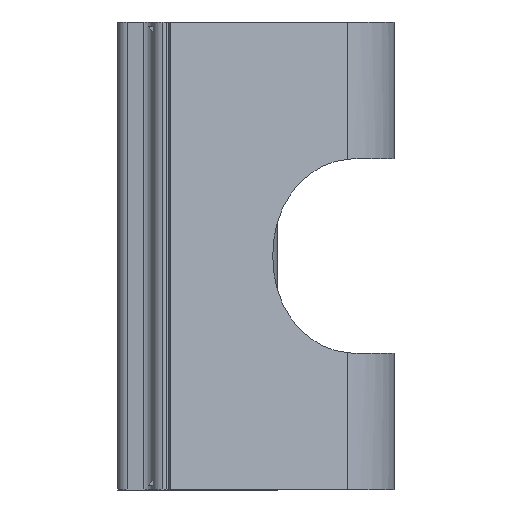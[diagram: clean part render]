
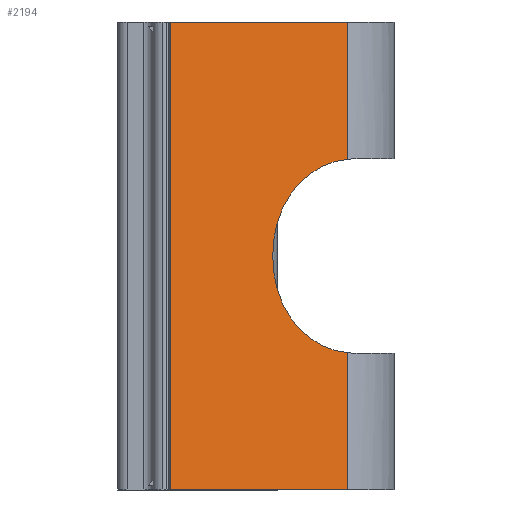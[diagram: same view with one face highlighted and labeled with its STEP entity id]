
A CAD part, left-side view. The second image highlights one B-rep face of the part: STEP entity #2194.
In plain terms, the highlighted planar face has unit normal (-0.866, -0.5, 0).
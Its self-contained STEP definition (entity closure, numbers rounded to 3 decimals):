
#514=CARTESIAN_POINT('',(-6.937,-1.736,12.));
#515=VERTEX_POINT('',#514);
#522=CARTESIAN_POINT('',(-2.57,-9.3,12.));
#523=VERTEX_POINT('',#522);
#524=CARTESIAN_POINT('',(-2.57,-9.3,12.));
#525=DIRECTION('',(-0.5,0.866,0.0));
#526=VECTOR('',#525,8.735);
#527=LINE('',#524,#526);
#528=EDGE_CURVE('',#523,#515,#527,.T.);
#1977=CARTESIAN_POINT('',(-4.402,-6.126,2.15));
#1978=VERTEX_POINT('',#1977);
#1979=CARTESIAN_POINT('',(-2.57,-9.3,6.136));
#1980=VERTEX_POINT('',#1979);
#1981=CARTESIAN_POINT('',(-2.402,-9.59,2.15));
#1982=DIRECTION('',(-0.866,-0.5,0.));
#1983=DIRECTION('',(-0.354,0.612,0.707));
#1984=AXIS2_PLACEMENT_3D('',#1981,#1982,#1983);
#1985=CIRCLE('',#1984,4.0);
#1986=EDGE_CURVE('',#1978,#1980,#1985,.F.);
#2071=CARTESIAN_POINT('',(-4.402,-6.126,1.85));
#2072=VERTEX_POINT('',#2071);
#2079=CARTESIAN_POINT('',(-2.57,-9.3,-2.136));
#2080=VERTEX_POINT('',#2079);
#2081=CARTESIAN_POINT('',(-2.402,-9.59,1.85));
#2082=DIRECTION('',(-0.866,-0.5,0.));
#2083=DIRECTION('',(-0.354,0.612,-0.707));
#2084=AXIS2_PLACEMENT_3D('',#2081,#2082,#2083);
#2085=CIRCLE('',#2084,4.0);
#2086=EDGE_CURVE('',#2072,#2080,#2085,.T.);
#2139=CARTESIAN_POINT('',(-4.402,-6.126,1.85));
#2140=DIRECTION('',(0.0,0.0,1.0));
#2141=VECTOR('',#2140,0.3);
#2142=LINE('',#2139,#2141);
#2143=EDGE_CURVE('',#2072,#1978,#2142,.T.);
#2155=CARTESIAN_POINT('',(-6.937,-1.736,-8.0));
#2156=DIRECTION('',(-0.866,-0.5,0.0));
#2157=DIRECTION('',(0.5,-0.866,0.0));
#2158=AXIS2_PLACEMENT_3D('',#2155,#2156,#2157);
#2159=PLANE('',#2158);
#2160=CARTESIAN_POINT('',(-2.57,-9.3,-8.0));
#2161=VERTEX_POINT('',#2160);
#2162=CARTESIAN_POINT('',(-2.57,-9.3,-8.0));
#2163=DIRECTION('',(0.0,0.0,1.0));
#2164=VECTOR('',#2163,5.864);
#2165=LINE('',#2162,#2164);
#2166=EDGE_CURVE('',#2161,#2080,#2165,.T.);
#2167=ORIENTED_EDGE('',*,*,#2166,.T.);
#2168=ORIENTED_EDGE('',*,*,#2086,.F.);
#2169=ORIENTED_EDGE('',*,*,#2143,.T.);
#2170=ORIENTED_EDGE('',*,*,#1986,.T.);
#2171=CARTESIAN_POINT('',(-2.57,-9.3,6.136));
#2172=DIRECTION('',(0.0,0.0,1.0));
#2173=VECTOR('',#2172,5.864);
#2174=LINE('',#2171,#2173);
#2175=EDGE_CURVE('',#1980,#523,#2174,.T.);
#2176=ORIENTED_EDGE('',*,*,#2175,.T.);
#2177=ORIENTED_EDGE('',*,*,#528,.T.);
#2178=CARTESIAN_POINT('',(-6.937,-1.736,-8.0));
#2179=VERTEX_POINT('',#2178);
#2180=CARTESIAN_POINT('',(-6.937,-1.736,-8.0));
#2181=DIRECTION('',(0.0,0.0,1.0));
#2182=VECTOR('',#2181,20.);
#2183=LINE('',#2180,#2182);
#2184=EDGE_CURVE('',#2179,#515,#2183,.T.);
#2185=ORIENTED_EDGE('',*,*,#2184,.F.);
#2186=CARTESIAN_POINT('',(-2.57,-9.3,-8.0));
#2187=DIRECTION('',(-0.5,0.866,0.0));
#2188=VECTOR('',#2187,8.735);
#2189=LINE('',#2186,#2188);
#2190=EDGE_CURVE('',#2161,#2179,#2189,.T.);
#2191=ORIENTED_EDGE('',*,*,#2190,.F.);
#2192=EDGE_LOOP('',(#2167,#2168,#2169,#2170,#2176,#2177,#2185,#2191));
#2193=FACE_OUTER_BOUND('',#2192,.T.);
#2194=ADVANCED_FACE('',(#2193),#2159,.T.);
